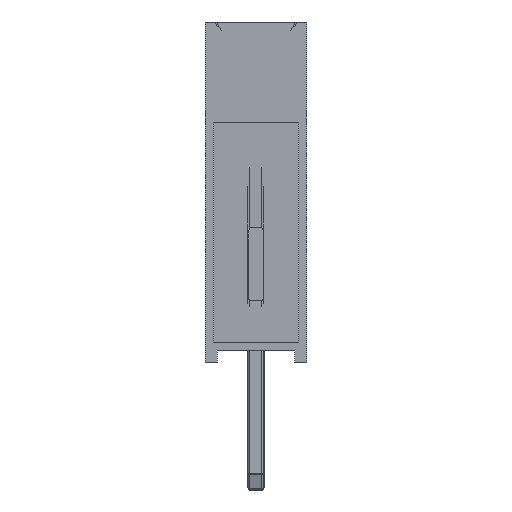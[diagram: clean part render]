
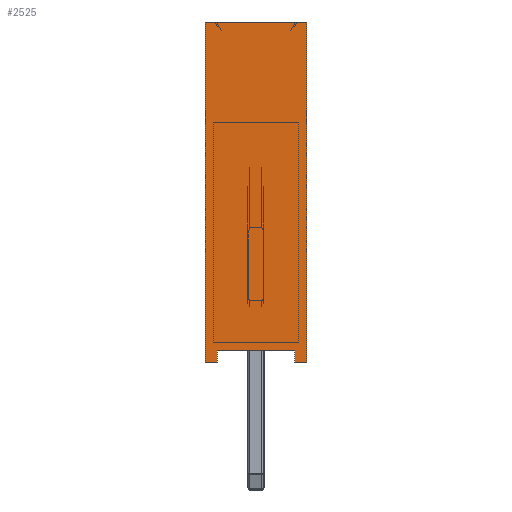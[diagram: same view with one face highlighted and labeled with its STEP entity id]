
A CAD part, left-side view. The second image highlights one B-rep face of the part: STEP entity #2525.
In plain terms, the highlighted planar face has unit normal (-1, 0, 0).
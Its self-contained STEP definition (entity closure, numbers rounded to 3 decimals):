
#429=FACE_OUTER_BOUND('',#580,.T.);
#580=EDGE_LOOP('',(#1681,#1682,#1683,#1684,#1685,#1686,#1687,#1688));
#746=LINE('',#3955,#932);
#748=LINE('',#3961,#934);
#751=LINE('',#3966,#937);
#756=LINE('',#3980,#942);
#757=LINE('',#3983,#943);
#760=LINE('',#3989,#946);
#761=LINE('',#3991,#947);
#762=LINE('',#3992,#948);
#932=VECTOR('',#3085,10.);
#934=VECTOR('',#3089,10.);
#937=VECTOR('',#3094,10.);
#942=VECTOR('',#3109,10.);
#943=VECTOR('',#3112,10.);
#946=VECTOR('',#3117,10.);
#947=VECTOR('',#3118,10.);
#948=VECTOR('',#3119,10.);
#1116=VERTEX_POINT('',#3949);
#1118=VERTEX_POINT('',#3953);
#1119=VERTEX_POINT('',#3957);
#1121=VERTEX_POINT('',#3960);
#1126=VERTEX_POINT('',#3978);
#1127=VERTEX_POINT('',#3982);
#1129=VERTEX_POINT('',#3988);
#1130=VERTEX_POINT('',#3990);
#1314=EDGE_CURVE('',#1116,#1118,#746,.T.);
#1316=EDGE_CURVE('',#1121,#1119,#748,.T.);
#1319=EDGE_CURVE('',#1118,#1121,#751,.T.);
#1328=EDGE_CURVE('',#1119,#1126,#756,.T.);
#1329=EDGE_CURVE('',#1127,#1116,#757,.T.);
#1332=EDGE_CURVE('',#1126,#1129,#760,.T.);
#1333=EDGE_CURVE('',#1130,#1129,#761,.T.);
#1334=EDGE_CURVE('',#1127,#1130,#762,.T.);
#1681=ORIENTED_EDGE('',*,*,#1314,.T.);
#1682=ORIENTED_EDGE('',*,*,#1319,.T.);
#1683=ORIENTED_EDGE('',*,*,#1316,.T.);
#1684=ORIENTED_EDGE('',*,*,#1328,.T.);
#1685=ORIENTED_EDGE('',*,*,#1332,.T.);
#1686=ORIENTED_EDGE('',*,*,#1333,.F.);
#1687=ORIENTED_EDGE('',*,*,#1334,.F.);
#1688=ORIENTED_EDGE('',*,*,#1329,.T.);
#2329=PLANE('',#2733);
#2525=ADVANCED_FACE('',(#429),#2329,.T.);
#2733=AXIS2_PLACEMENT_3D('',#3987,#3115,#3116);
#3085=DIRECTION('',(0.,0.,1.));
#3089=DIRECTION('',(0.,0.,-1.));
#3094=DIRECTION('',(0.,-1.,0.));
#3109=DIRECTION('',(0.,-1.,0.));
#3112=DIRECTION('',(0.,-1.,0.));
#3115=DIRECTION('center_axis',(-1.,0.,0.));
#3116=DIRECTION('ref_axis',(0.,-1.,0.));
#3117=DIRECTION('',(0.,0.,1.));
#3118=DIRECTION('',(0.,-1.,0.));
#3119=DIRECTION('',(0.,0.,1.));
#3949=CARTESIAN_POINT('',(-1.27,0.97,0.));
#3953=CARTESIAN_POINT('',(-1.27,0.97,0.3));
#3955=CARTESIAN_POINT('',(-1.27,0.97,0.));
#3957=CARTESIAN_POINT('',(-1.27,-0.97,0.));
#3960=CARTESIAN_POINT('',(-1.27,-0.97,0.3));
#3961=CARTESIAN_POINT('',(-1.27,-0.97,0.));
#3966=CARTESIAN_POINT('',(-1.27,0.635,0.3));
#3978=CARTESIAN_POINT('',(-1.27,-1.27,0.));
#3980=CARTESIAN_POINT('',(-1.27,1.27,0.));
#3982=CARTESIAN_POINT('',(-1.27,1.27,0.));
#3983=CARTESIAN_POINT('',(-1.27,1.27,0.));
#3987=CARTESIAN_POINT('Origin',(-1.27,1.27,0.));
#3988=CARTESIAN_POINT('',(-1.27,-1.27,8.5));
#3989=CARTESIAN_POINT('',(-1.27,-1.27,0.));
#3990=CARTESIAN_POINT('',(-1.27,1.27,8.5));
#3991=CARTESIAN_POINT('',(-1.27,1.27,8.5));
#3992=CARTESIAN_POINT('',(-1.27,1.27,0.));
